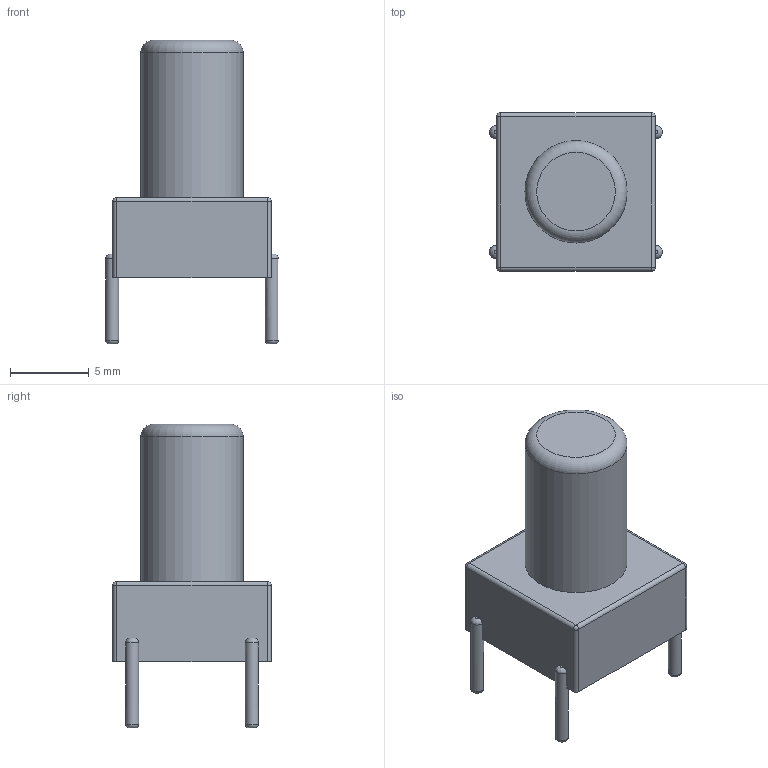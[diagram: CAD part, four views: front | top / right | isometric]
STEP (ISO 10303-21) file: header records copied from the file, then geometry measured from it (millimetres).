
FILE_DESCRIPTION(/* description */ (''),/* implementation_level */ '2;1');
FILE_NAME(/* name */ 'apem-3eth9-15.0 v3.step',/* time_stamp */ '2022-02-05T20:10:26-05:00',/* author */ (''),/* organization */ (''),/* preprocessor_version */ 'ST-DEVELOPER v18.1',/* originating_system */ 'Autodesk Translation Framework v10.10.0.1391',/* authorisation */ '');
FILE_SCHEMA (('AUTOMOTIVE_DESIGN { 1 0 10303 214 3 1 1 }'));
Length unit declared in the file: millimetre
Products named in the file (1): apem-3eth9-15.0
Bounding box: 10.99 x 10.1 x 19.3 mm (x, y, z)
Volume: 859.6 mm3; surface area: 648.6 mm2
Topology: 1 solids, 1 shells, 41 faces, 101 edges, 63 vertices
Faces by surface type: plane 15, cylinder 13, torus 5, bspline 4, sphere 4
Full cylindrical faces by diameter (mm): 0.83 x4, 6.5 x1
Entity records: 1376 total; most frequent: CARTESIAN_POINT 358, DIRECTION 221, ORIENTED_EDGE 202, EDGE_CURVE 101, AXIS2_PLACEMENT_3D 90, VERTEX_POINT 63, CIRCLE 52, EDGE_LOOP 42
